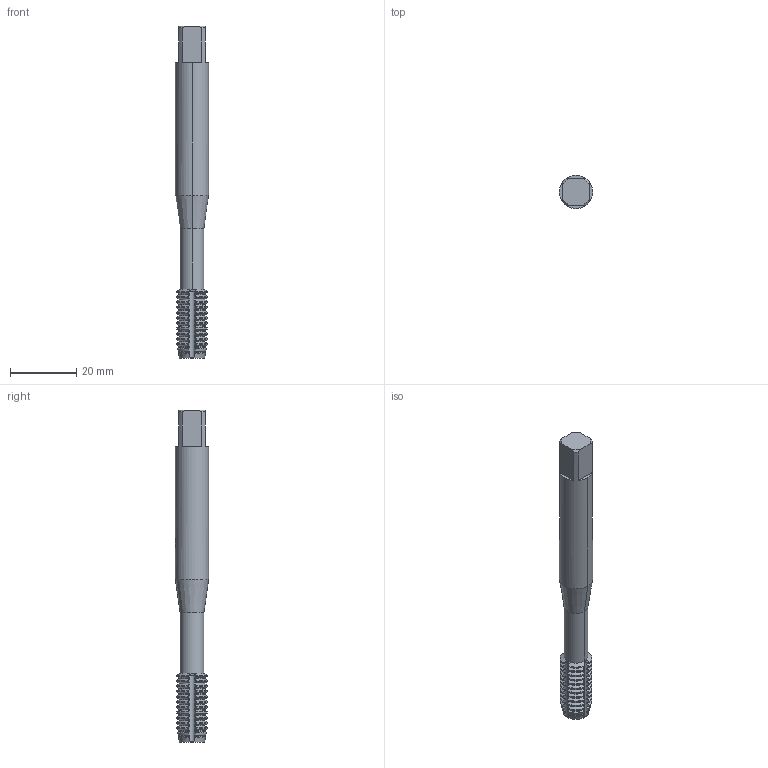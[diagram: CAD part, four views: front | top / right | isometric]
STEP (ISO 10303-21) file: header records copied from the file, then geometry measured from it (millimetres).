
FILE_DESCRIPTION(('no description'),'unknown implementation level');
FILE_NAME('solidYKlGmBuGVsswaumjrtzgAWe0h6k_1.STP',' ',('CIM GmbH Aachen'),('CADClick - KiM GmbH - www.kimweb.de'),'unknown preprocess','ACIS','unknown authorization');
FILE_SCHEMA(('automotive_design'));
Length unit declared in the file: millimetre
Products named in the file (2): 1; 2
Bounding box: 10 x 10 x 100 mm (x, y, z)
Volume: 6295 mm3; surface area: 4154.6 mm2
Topology: 2 solids, 2 shells, 353 faces, 1041 edges, 692 vertices
Faces by surface type: cone 120, cylinder 116, plane 105, revolution 12
Entity records: 25042 total; most frequent: CARTESIAN_POINT 4327, STYLED_ITEM 2088, PRESENTATION_STYLE_ASSIGNMENT 2088, COLOUR_RGB 2088, ORIENTED_EDGE 2082, DIRECTION 1759, EDGE_CURVE 1041, CURVE_STYLE 1041
